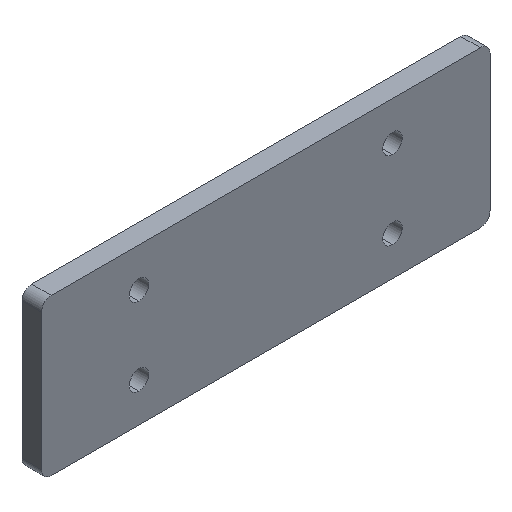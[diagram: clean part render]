
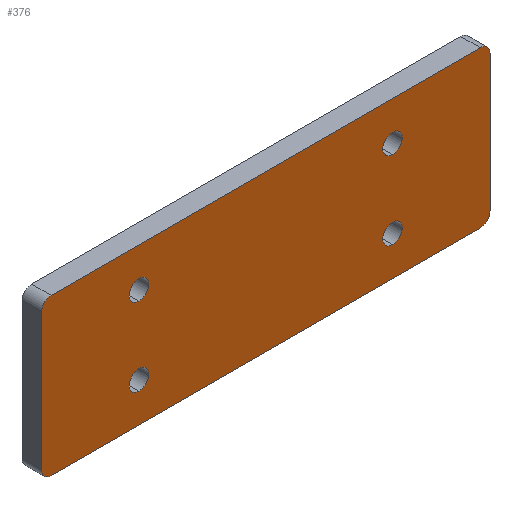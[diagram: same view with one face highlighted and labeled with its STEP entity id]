
A CAD part, isometric view. The second image highlights one B-rep face of the part: STEP entity #376.
In plain terms, the highlighted planar face has unit normal (0, -1, 0).
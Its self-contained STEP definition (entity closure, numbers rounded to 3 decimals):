
#2 = CARTESIAN_POINT ( 'NONE',  ( 55., 0., -17.5 ) ) ;
#11 = LINE ( 'NONE', #76, #677 ) ;
#25 = AXIS2_PLACEMENT_3D ( 'NONE', #195, #244, #745 ) ;
#31 = ORIENTED_EDGE ( 'NONE', *, *, #389, .F. ) ;
#34 = AXIS2_PLACEMENT_3D ( 'NONE', #137, #132, #579 ) ;
#40 = CARTESIAN_POINT ( 'NONE',  ( 32.5, 0., -10. ) ) ;
#41 = CARTESIAN_POINT ( 'NONE',  ( 32.5, 0., 7.5 ) ) ;
#48 = EDGE_CURVE ( 'NONE', #303, #373, #101, .T. ) ;
#50 = VERTEX_POINT ( 'NONE', #191 ) ;
#52 = LINE ( 'NONE', #374, #98 ) ;
#63 = ORIENTED_EDGE ( 'NONE', *, *, #48, .T. ) ;
#76 = CARTESIAN_POINT ( 'NONE',  ( 57.5, 0., 20. ) ) ;
#84 = EDGE_LOOP ( 'NONE', ( #313, #679, #31, #334, #446, #233, #472, #109 ) ) ;
#89 = ORIENTED_EDGE ( 'NONE', *, *, #181, .T. ) ;
#97 = CARTESIAN_POINT ( 'NONE',  ( 55., 0., -20. ) ) ;
#98 = VECTOR ( 'NONE', #114, 1000. ) ;
#100 = CARTESIAN_POINT ( 'NONE',  ( -32.5, 0., -12.5 ) ) ;
#101 = CIRCLE ( 'NONE', #484, 2.5 ) ;
#104 = CARTESIAN_POINT ( 'NONE',  ( -32.5, 0., -7.5 ) ) ;
#108 = CARTESIAN_POINT ( 'NONE',  ( -55., 0., -17.5 ) ) ;
#109 = ORIENTED_EDGE ( 'NONE', *, *, #812, .T. ) ;
#114 = DIRECTION ( 'NONE',  ( -1., 0., 0. ) ) ;
#118 = DIRECTION ( 'NONE',  ( 0., 0., 1. ) ) ;
#121 = DIRECTION ( 'NONE',  ( 0., 0., 1. ) ) ;
#123 = FACE_BOUND ( 'NONE', #539, .T. ) ;
#132 = DIRECTION ( 'NONE',  ( 0., 1., 0. ) ) ;
#137 = CARTESIAN_POINT ( 'NONE',  ( 32.5, 0., -10. ) ) ;
#157 = EDGE_CURVE ( 'NONE', #466, #326, #11, .T. ) ;
#159 = CARTESIAN_POINT ( 'NONE',  ( 32.5, 0., -12.5 ) ) ;
#170 = FACE_BOUND ( 'NONE', #392, .T. ) ;
#179 = CIRCLE ( 'NONE', #34, 2.5 ) ;
#181 = EDGE_CURVE ( 'NONE', #373, #303, #341, .T. ) ;
#188 = VERTEX_POINT ( 'NONE', #159 ) ;
#189 = DIRECTION ( 'NONE',  ( 0., 1., 0. ) ) ;
#191 = CARTESIAN_POINT ( 'NONE',  ( -57.5, 0., 17.5 ) ) ;
#195 = CARTESIAN_POINT ( 'NONE',  ( 55., 0., 17.5 ) ) ;
#205 = DIRECTION ( 'NONE',  ( 0., -1., 0. ) ) ;
#208 = EDGE_CURVE ( 'NONE', #633, #647, #511, .T. ) ;
#216 = VERTEX_POINT ( 'NONE', #97 ) ;
#233 = ORIENTED_EDGE ( 'NONE', *, *, #821, .T. ) ;
#244 = DIRECTION ( 'NONE',  ( 0., -1., 0. ) ) ;
#250 = AXIS2_PLACEMENT_3D ( 'NONE', #108, #363, #304 ) ;
#256 = DIRECTION ( 'NONE',  ( 0., -1., 0. ) ) ;
#263 = AXIS2_PLACEMENT_3D ( 'NONE', #292, #349, #672 ) ;
#266 = CARTESIAN_POINT ( 'NONE',  ( -32.5, 0., 10. ) ) ;
#274 = AXIS2_PLACEMENT_3D ( 'NONE', #500, #694, #121 ) ;
#280 = DIRECTION ( 'NONE',  ( 0., 1., 0. ) ) ;
#292 = CARTESIAN_POINT ( 'NONE',  ( -32.5, 0., -10. ) ) ;
#294 = EDGE_CURVE ( 'NONE', #466, #457, #343, .T. ) ;
#303 = VERTEX_POINT ( 'NONE', #375 ) ;
#304 = DIRECTION ( 'NONE',  ( 0., 0., -1. ) ) ;
#313 = ORIENTED_EDGE ( 'NONE', *, *, #157, .F. ) ;
#326 = VERTEX_POINT ( 'NONE', #630 ) ;
#327 = CARTESIAN_POINT ( 'NONE',  ( -57.5, 0., 20. ) ) ;
#332 = CARTESIAN_POINT ( 'NONE',  ( 57.5, 0., 17.5 ) ) ;
#334 = ORIENTED_EDGE ( 'NONE', *, *, #785, .T. ) ;
#336 = CARTESIAN_POINT ( 'NONE',  ( 32.5, 0., 10. ) ) ;
#341 = CIRCLE ( 'NONE', #663, 2.5 ) ;
#343 = CIRCLE ( 'NONE', #25, 2.5 ) ;
#349 = DIRECTION ( 'NONE',  ( 0., 1., 0. ) ) ;
#351 = DIRECTION ( 'NONE',  ( 0., 1., 0. ) ) ;
#352 = VECTOR ( 'NONE', #695, 1000. ) ;
#353 = EDGE_CURVE ( 'NONE', #490, #50, #678, .T. ) ;
#357 = CARTESIAN_POINT ( 'NONE',  ( -32.5, 0., 7.5 ) ) ;
#360 = FACE_BOUND ( 'NONE', #622, .T. ) ;
#363 = DIRECTION ( 'NONE',  ( 0., -1., 0. ) ) ;
#367 = VERTEX_POINT ( 'NONE', #357 ) ;
#372 = DIRECTION ( 'NONE',  ( 0., -1., 0. ) ) ;
#373 = VERTEX_POINT ( 'NONE', #41 ) ;
#374 = CARTESIAN_POINT ( 'NONE',  ( -57.5, 0., -20. ) ) ;
#375 = CARTESIAN_POINT ( 'NONE',  ( 32.5, 0., 12.5 ) ) ;
#376 = ADVANCED_FACE ( 'NONE', ( #482, #123, #741, #170, #360 ), #681, .T. ) ;
#379 = EDGE_LOOP ( 'NONE', ( #89, #63 ) ) ;
#389 = EDGE_CURVE ( 'NONE', #595, #457, #719, .T. ) ;
#392 = EDGE_LOOP ( 'NONE', ( #711, #415 ) ) ;
#393 = CIRCLE ( 'NONE', #791, 2.5 ) ;
#400 = CARTESIAN_POINT ( 'NONE',  ( -57.5, 0., -17.5 ) ) ;
#406 = AXIS2_PLACEMENT_3D ( 'NONE', #634, #372, #565 ) ;
#415 = ORIENTED_EDGE ( 'NONE', *, *, #460, .T. ) ;
#417 = EDGE_CURVE ( 'NONE', #188, #611, #179, .T. ) ;
#423 = VERTEX_POINT ( 'NONE', #780 ) ;
#439 = VECTOR ( 'NONE', #451, 1000. ) ;
#446 = ORIENTED_EDGE ( 'NONE', *, *, #353, .F. ) ;
#450 = VERTEX_POINT ( 'NONE', #586 ) ;
#451 = DIRECTION ( 'NONE',  ( 1., 0., 0. ) ) ;
#457 = VERTEX_POINT ( 'NONE', #524 ) ;
#460 = EDGE_CURVE ( 'NONE', #450, #367, #548, .T. ) ;
#466 = VERTEX_POINT ( 'NONE', #332 ) ;
#472 = ORIENTED_EDGE ( 'NONE', *, *, #770, .F. ) ;
#478 = CARTESIAN_POINT ( 'NONE',  ( -57.5, 0., 20. ) ) ;
#481 = AXIS2_PLACEMENT_3D ( 'NONE', #560, #189, #118 ) ;
#482 = FACE_BOUND ( 'NONE', #379, .T. ) ;
#484 = AXIS2_PLACEMENT_3D ( 'NONE', #810, #489, #746 ) ;
#489 = DIRECTION ( 'NONE',  ( 0., 1., 0. ) ) ;
#490 = VERTEX_POINT ( 'NONE', #400 ) ;
#500 = CARTESIAN_POINT ( 'NONE',  ( -32.5, 0., 10. ) ) ;
#511 = CIRCLE ( 'NONE', #263, 2.5 ) ;
#524 = CARTESIAN_POINT ( 'NONE',  ( 55., 0., 20. ) ) ;
#527 = DIRECTION ( 'NONE',  ( 0., 0., -1. ) ) ;
#539 = EDGE_LOOP ( 'NONE', ( #699, #670 ) ) ;
#548 = CIRCLE ( 'NONE', #575, 2.5 ) ;
#560 = CARTESIAN_POINT ( 'NONE',  ( -32.5, 0., -10. ) ) ;
#565 = DIRECTION ( 'NONE',  ( 0., 0., -1. ) ) ;
#573 = CARTESIAN_POINT ( 'NONE',  ( 0., 0., 0. ) ) ;
#575 = AXIS2_PLACEMENT_3D ( 'NONE', #266, #649, #591 ) ;
#577 = CIRCLE ( 'NONE', #481, 2.5 ) ;
#579 = DIRECTION ( 'NONE',  ( 0., 0., -1. ) ) ;
#586 = CARTESIAN_POINT ( 'NONE',  ( -32.5, 0., 12.5 ) ) ;
#591 = DIRECTION ( 'NONE',  ( 0., 0., 1. ) ) ;
#595 = VERTEX_POINT ( 'NONE', #733 ) ;
#601 = EDGE_CURVE ( 'NONE', #611, #188, #393, .T. ) ;
#606 = CARTESIAN_POINT ( 'NONE',  ( 32.5, 0., -7.5 ) ) ;
#607 = CIRCLE ( 'NONE', #250, 2.5 ) ;
#611 = VERTEX_POINT ( 'NONE', #606 ) ;
#620 = AXIS2_PLACEMENT_3D ( 'NONE', #573, #205, #712 ) ;
#622 = EDGE_LOOP ( 'NONE', ( #779, #673 ) ) ;
#630 = CARTESIAN_POINT ( 'NONE',  ( 57.5, 0., -17.5 ) ) ;
#633 = VERTEX_POINT ( 'NONE', #100 ) ;
#634 = CARTESIAN_POINT ( 'NONE',  ( -55., 0., 17.5 ) ) ;
#646 = CIRCLE ( 'NONE', #406, 2.5 ) ;
#647 = VERTEX_POINT ( 'NONE', #104 ) ;
#649 = DIRECTION ( 'NONE',  ( 0., 1., 0. ) ) ;
#663 = AXIS2_PLACEMENT_3D ( 'NONE', #336, #280, #527 ) ;
#670 = ORIENTED_EDGE ( 'NONE', *, *, #734, .T. ) ;
#672 = DIRECTION ( 'NONE',  ( 0., 0., 1. ) ) ;
#673 = ORIENTED_EDGE ( 'NONE', *, *, #601, .T. ) ;
#677 = VECTOR ( 'NONE', #782, 1000. ) ;
#678 = LINE ( 'NONE', #478, #352 ) ;
#679 = ORIENTED_EDGE ( 'NONE', *, *, #294, .T. ) ;
#680 = DIRECTION ( 'NONE',  ( 0., 0., -1. ) ) ;
#681 = PLANE ( 'NONE',  #620 ) ;
#686 = CIRCLE ( 'NONE', #696, 2.5 ) ;
#694 = DIRECTION ( 'NONE',  ( 0., 1., 0. ) ) ;
#695 = DIRECTION ( 'NONE',  ( 0., 0., 1. ) ) ;
#696 = AXIS2_PLACEMENT_3D ( 'NONE', #2, #256, #761 ) ;
#699 = ORIENTED_EDGE ( 'NONE', *, *, #208, .T. ) ;
#711 = ORIENTED_EDGE ( 'NONE', *, *, #721, .T. ) ;
#712 = DIRECTION ( 'NONE',  ( 0., 0., -1. ) ) ;
#719 = LINE ( 'NONE', #327, #439 ) ;
#721 = EDGE_CURVE ( 'NONE', #367, #450, #805, .T. ) ;
#733 = CARTESIAN_POINT ( 'NONE',  ( -55., 0., 20. ) ) ;
#734 = EDGE_CURVE ( 'NONE', #647, #633, #577, .T. ) ;
#741 = FACE_OUTER_BOUND ( 'NONE', #84, .T. ) ;
#745 = DIRECTION ( 'NONE',  ( 0., 0., -1. ) ) ;
#746 = DIRECTION ( 'NONE',  ( 0., 0., -1. ) ) ;
#761 = DIRECTION ( 'NONE',  ( 0., 0., -1. ) ) ;
#770 = EDGE_CURVE ( 'NONE', #216, #423, #52, .T. ) ;
#779 = ORIENTED_EDGE ( 'NONE', *, *, #417, .T. ) ;
#780 = CARTESIAN_POINT ( 'NONE',  ( -55., 0., -20. ) ) ;
#782 = DIRECTION ( 'NONE',  ( 0., 0., -1. ) ) ;
#785 = EDGE_CURVE ( 'NONE', #595, #50, #646, .T. ) ;
#791 = AXIS2_PLACEMENT_3D ( 'NONE', #40, #351, #680 ) ;
#805 = CIRCLE ( 'NONE', #274, 2.5 ) ;
#810 = CARTESIAN_POINT ( 'NONE',  ( 32.5, 0., 10. ) ) ;
#812 = EDGE_CURVE ( 'NONE', #216, #326, #686, .T. ) ;
#821 = EDGE_CURVE ( 'NONE', #490, #423, #607, .T. ) ;
